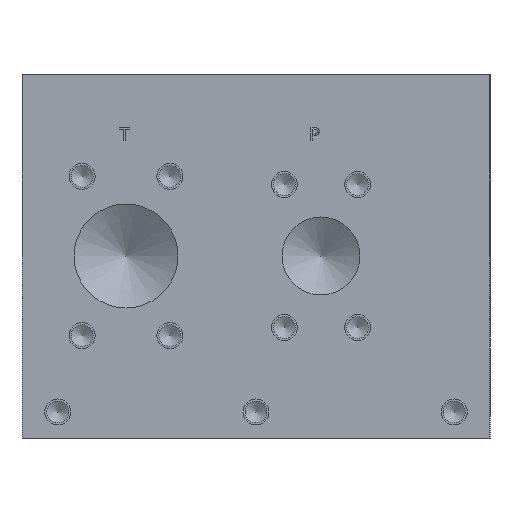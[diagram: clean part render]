
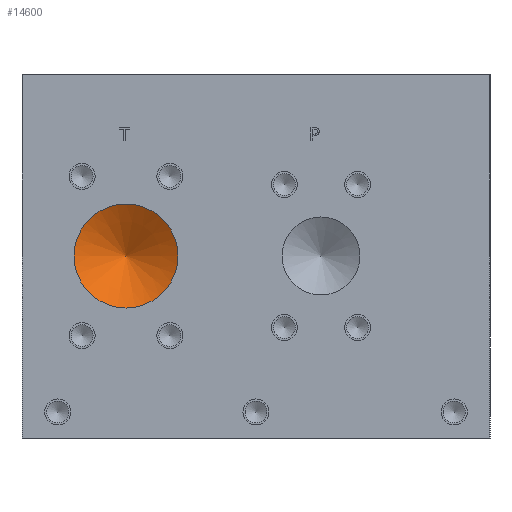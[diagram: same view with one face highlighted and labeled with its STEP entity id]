
A CAD part, left-side view. The second image highlights one B-rep face of the part: STEP entity #14600.
In plain terms, the highlighted conical face has half-angle 60 degrees and reference radius 12.7 mm.
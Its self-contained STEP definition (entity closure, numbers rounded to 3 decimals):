
#204=CONICAL_SURFACE('',#15564,12.7,1.047);
#699=CIRCLE('',#15565,25.4);
#700=CIRCLE('',#15566,25.4);
#1985=FACE_OUTER_BOUND('',#2883,.T.);
#2883=EDGE_LOOP('',(#12502,#12503,#12504,#12505));
#4204=LINE('',#24803,#5457);
#5457=VECTOR('',#18701,12.7);
#6780=VERTEX_POINT('',#24799);
#6781=VERTEX_POINT('',#24800);
#6782=VERTEX_POINT('',#24802);
#8755=EDGE_CURVE('',#6780,#6781,#699,.T.);
#8756=EDGE_CURVE('',#6781,#6782,#4204,.T.);
#8757=EDGE_CURVE('',#6781,#6780,#700,.T.);
#12502=ORIENTED_EDGE('',*,*,#8755,.T.);
#12503=ORIENTED_EDGE('',*,*,#8756,.T.);
#12504=ORIENTED_EDGE('',*,*,#8756,.F.);
#12505=ORIENTED_EDGE('',*,*,#8757,.T.);
#14600=ADVANCED_FACE('',(#1985),#204,.F.);
#15564=AXIS2_PLACEMENT_3D('',#24798,#18697,#18698);
#15565=AXIS2_PLACEMENT_3D('',#24801,#18699,#18700);
#15566=AXIS2_PLACEMENT_3D('',#24804,#18702,#18703);
#18697=DIRECTION('center_axis',(-1.,0.,0.));
#18698=DIRECTION('ref_axis',(0.,1.,0.));
#18699=DIRECTION('center_axis',(-1.,0.,0.));
#18700=DIRECTION('ref_axis',(0.,1.,0.));
#18701=DIRECTION('',(0.5,0.866,0.));
#18702=DIRECTION('center_axis',(-1.,0.,0.));
#18703=DIRECTION('ref_axis',(0.,1.,0.));
#24798=CARTESIAN_POINT('Origin',(21.997,177.8,88.9));
#24799=CARTESIAN_POINT('',(14.665,203.2,88.9));
#24800=CARTESIAN_POINT('',(14.665,152.4,88.9));
#24801=CARTESIAN_POINT('Origin',(14.665,177.8,88.9));
#24802=CARTESIAN_POINT('',(29.329,177.8,88.9));
#24803=CARTESIAN_POINT('',(21.997,165.1,88.9));
#24804=CARTESIAN_POINT('Origin',(14.665,177.8,88.9));
